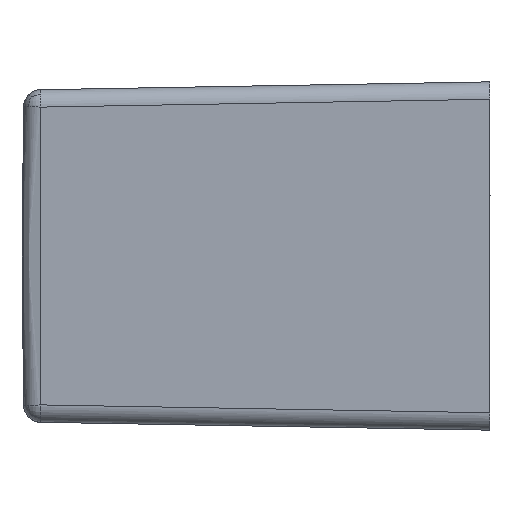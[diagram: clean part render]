
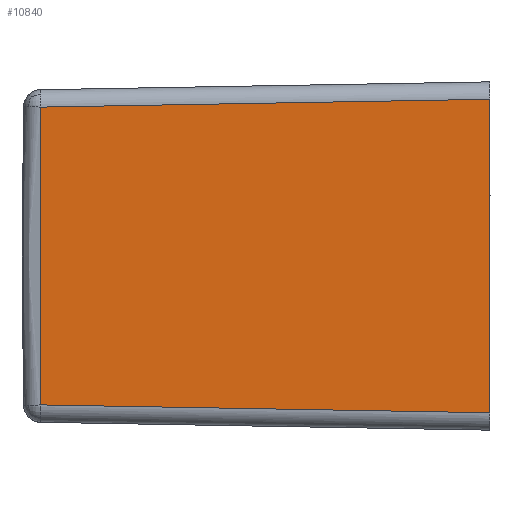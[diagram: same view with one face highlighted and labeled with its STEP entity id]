
A CAD part, left-side view. The second image highlights one B-rep face of the part: STEP entity #10840.
In plain terms, the highlighted planar face has unit normal (-1, 0.018, 0).
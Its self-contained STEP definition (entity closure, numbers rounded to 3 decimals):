
#5450=CARTESIAN_POINT('',(-81.,0.,9.));
#5460=VERTEX_POINT('',#5450);
#5490=CARTESIAN_POINT('',(-81.,0.017,
9.));
#5500=DIRECTION('',(0.017,1.,
-0.017));
#5510=VECTOR('',#5500,1.);
#5520=LINE('',#5490,#5510);
#5530=CARTESIAN_POINT('',(-80.55,25.801,
8.55));
#5540=VERTEX_POINT('',#5530);
#5550=EDGE_CURVE('',#5460,#5540,#5520,.T.);
#10510=CARTESIAN_POINT('',(-81.,0.,0.));
#10520=DIRECTION('',(-1.,0.017,0.));
#10530=DIRECTION('',(0.017,1.,0.));
#10540=AXIS2_PLACEMENT_3D('',#10510,#10520,#10530);
#10550=PLANE('',#10540);
#10560=ORIENTED_EDGE('',*,*,#5550,.T.);
#10570=CARTESIAN_POINT('',(-81.,0.,0.));
#10580=DIRECTION('',(0.,0.,-1.));
#10590=VECTOR('',#10580,1.);
#10600=LINE('',#10570,#10590);
#10610=CARTESIAN_POINT('',(-81.,0.,-9.));
#10620=VERTEX_POINT('',#10610);
#10630=EDGE_CURVE('',#5460,#10620,#10600,.T.);
#10640=ORIENTED_EDGE('',*,*,#10630,.F.);
#10650=CARTESIAN_POINT('',(-81.,0.017,
-9.));
#10660=DIRECTION('',(-0.017,-1.,
-0.017));
#10670=VECTOR('',#10660,1.);
#10680=LINE('',#10650,#10670);
#10690=CARTESIAN_POINT('',(-80.55,25.801,
-8.55));
#10700=VERTEX_POINT('',#10690);
#10710=EDGE_CURVE('',#10700,#10620,#10680,.T.);
#10720=ORIENTED_EDGE('',*,*,#10710,.T.);
#10730=CARTESIAN_POINT('',(-80.55,25.801,
8.55));
#10740=CARTESIAN_POINT('',(-80.547,25.945,
5.703));
#10750=CARTESIAN_POINT('',(-80.546,26.017,
2.852));
#10760=CARTESIAN_POINT('',(-80.546,26.017,
-2.852));
#10770=CARTESIAN_POINT('',(-80.547,25.945,
-5.703));
#10780=CARTESIAN_POINT('',(-80.55,25.801,
-8.55));
#10790=B_SPLINE_CURVE_WITH_KNOTS('',3,(#10730,#10740,#10750,#10760,
#10770,#10780),.UNSPECIFIED.,.F.,.F.,(4,2,4),(75.305,
83.883,92.462),.UNSPECIFIED.);
#10800=EDGE_CURVE('',#5540,#10700,#10790,.T.);
#10810=ORIENTED_EDGE('',*,*,#10800,.T.);
#10820=EDGE_LOOP('',(#10810,#10720,#10640,#10560));
#10830=FACE_OUTER_BOUND('',#10820,.T.);
#10840=ADVANCED_FACE('',(#10830),#10550,.T.);
